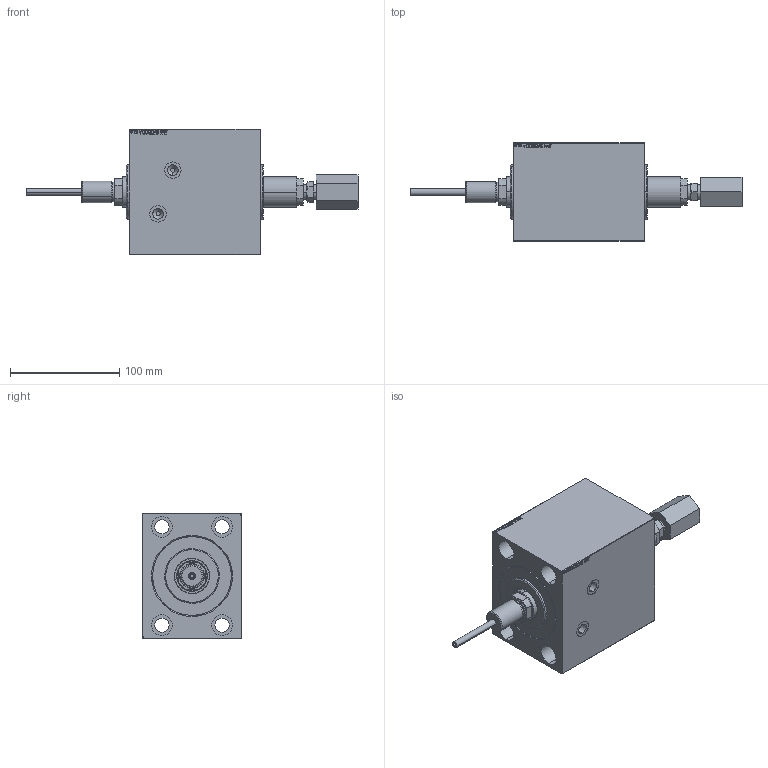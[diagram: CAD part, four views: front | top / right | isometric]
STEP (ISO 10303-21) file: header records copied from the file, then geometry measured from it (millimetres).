
FILE_DESCRIPTION (( 'STEP AP203' ), '1' );
FILE_NAME ('e9e8.STEP', '2023-03-27T20:29:38', ( '' ), ( '' ), 'SwSTEP 2.0', 'SolidWorks 2019', '' );
FILE_SCHEMA (( 'CONFIG_CONTROL_DESIGN' ));
Length unit declared in the file: millimetre
Products named in the file (6): V450DCP_VC_B 4cf315cae3ed0a70d061f28e620d75af; e9e8; V450CP_MALE_METRIC 4cf315cae3ed0a70d061f28e620d75af; V450DCP_B_VCP 4cf315cae3ed0a70d061f28e620d75af; V450DCP_C_Body 4cf315cae3ed0a70d061f28e620d75af; V450DCP_B_RodCooling_ACCESSORIES 4cf315cae3ed0a70d061f28e620d75af
Assembly tree (5 placements, depth 2):
  e9e8
    V450DCP_C_Body 4cf315cae3ed0a70d061f28e620d75af
    V450DCP_B_RodCooling_ACCESSORIES 4cf315cae3ed0a70d061f28e620d75af
    V450CP_MALE_METRIC 4cf315cae3ed0a70d061f28e620d75af
    V450DCP_B_VCP 4cf315cae3ed0a70d061f28e620d75af
    V450DCP_VC_B 4cf315cae3ed0a70d061f28e620d75af
Bounding box: 303.7 x 90 x 115 mm (x, y, z)
Volume: 1143031.2 mm3; surface area: 176423.2 mm2
Topology: 5 solids, 5 shells, 970 faces, 2440 edges, 1610 vertices
Faces by surface type: plane 446, bspline 380, cylinder 106, cone 34, torus 4
Entity records: 47266 total; most frequent: CARTESIAN_POINT 25736, ORIENTED_EDGE 4880, DIRECTION 3102, EDGE_CURVE 2440, VERTEX_POINT 1610, LINE 1406, VECTOR 1406, EDGE_LOOP 1120
